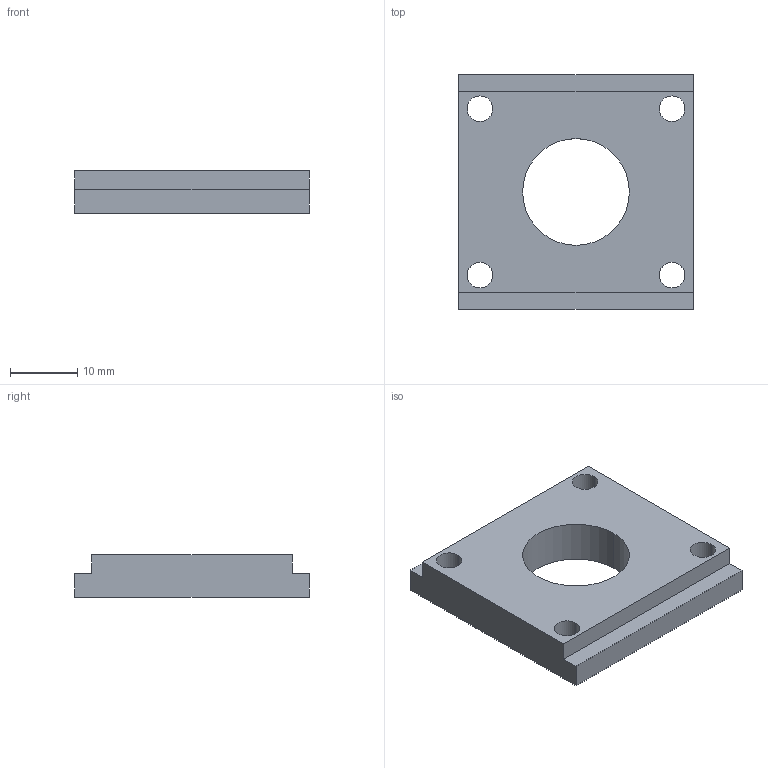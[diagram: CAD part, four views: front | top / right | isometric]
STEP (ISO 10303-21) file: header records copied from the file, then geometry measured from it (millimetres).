
FILE_DESCRIPTION (( 'STEP AP214' ), '1' );
FILE_NAME ('am-0861 Thru Block for Modulox REV2.STEP', '2018-06-29T14:40:56', ( '' ), ( '' ), 'SwSTEP 2.0', 'SolidWorks 2017', '' );
FILE_SCHEMA (( 'AUTOMOTIVE_DESIGN' ));
Length unit declared in the file: inch
Products named in the file (1): am-0861 Thru Block for Modulox REV2
Bounding box: 34.92 x 34.92 x 6.35 mm (x, y, z)
Volume: 5703.3 mm3; surface area: 3431.9 mm2
Topology: 1 solids, 1 shells, 20 faces, 54 edges, 36 vertices
Faces by surface type: cylinder 10, plane 10
Entity records: 698 total; most frequent: DIRECTION 116, CARTESIAN_POINT 111, ORIENTED_EDGE 108, EDGE_CURVE 54, AXIS2_PLACEMENT_3D 41, VERTEX_POINT 36, VECTOR 34, LINE 34
